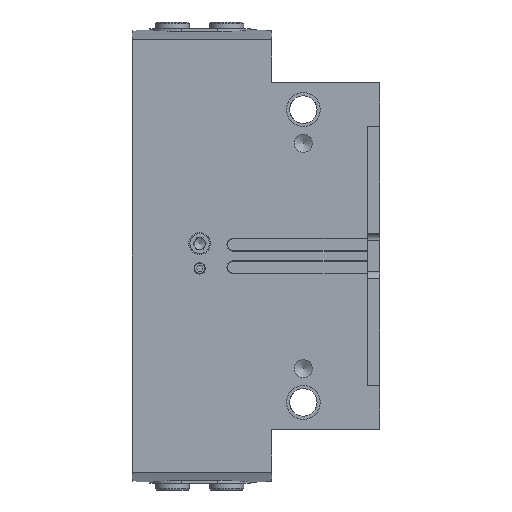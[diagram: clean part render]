
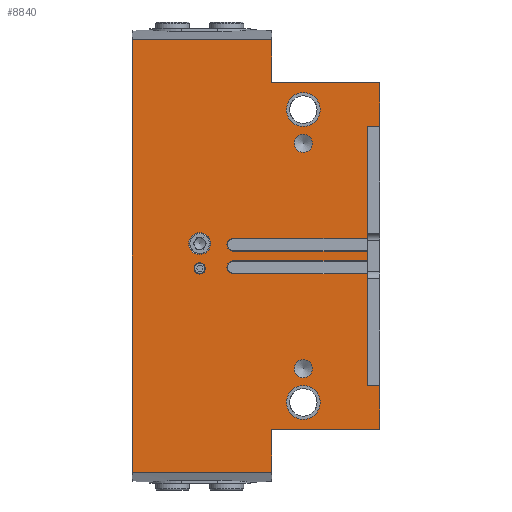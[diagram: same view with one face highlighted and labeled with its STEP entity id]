
A CAD part, left-side view. The second image highlights one B-rep face of the part: STEP entity #8840.
In plain terms, the highlighted planar face has unit normal (-1, 0, 0).
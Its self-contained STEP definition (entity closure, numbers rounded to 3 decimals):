
#329=CIRCLE('',#9336,2.5);
#330=CIRCLE('',#9337,4.865);
#331=CIRCLE('',#9338,4.);
#332=CIRCLE('',#9339,4.);
#333=CIRCLE('',#9340,7.5);
#334=CIRCLE('',#9341,7.5);
#335=CIRCLE('',#9342,2.9);
#336=CIRCLE('',#9343,2.9);
#724=ORIENTED_EDGE('',*,*,#2437,.F.);
#725=ORIENTED_EDGE('',*,*,#2438,.F.);
#726=ORIENTED_EDGE('',*,*,#2439,.F.);
#727=ORIENTED_EDGE('',*,*,#2440,.F.);
#728=ORIENTED_EDGE('',*,*,#2441,.F.);
#729=ORIENTED_EDGE('',*,*,#2442,.F.);
#730=ORIENTED_EDGE('',*,*,#2412,.T.);
#731=ORIENTED_EDGE('',*,*,#2443,.T.);
#732=ORIENTED_EDGE('',*,*,#2444,.T.);
#733=ORIENTED_EDGE('',*,*,#2445,.F.);
#734=ORIENTED_EDGE('',*,*,#2446,.T.);
#735=ORIENTED_EDGE('',*,*,#2447,.T.);
#736=ORIENTED_EDGE('',*,*,#2448,.T.);
#737=ORIENTED_EDGE('',*,*,#2449,.F.);
#738=ORIENTED_EDGE('',*,*,#2450,.T.);
#739=ORIENTED_EDGE('',*,*,#2451,.T.);
#740=ORIENTED_EDGE('',*,*,#2452,.T.);
#741=ORIENTED_EDGE('',*,*,#2453,.T.);
#742=ORIENTED_EDGE('',*,*,#2404,.T.);
#743=ORIENTED_EDGE('',*,*,#2454,.F.);
#744=ORIENTED_EDGE('',*,*,#2455,.T.);
#745=ORIENTED_EDGE('',*,*,#2298,.F.);
#746=ORIENTED_EDGE('',*,*,#2456,.F.);
#747=ORIENTED_EDGE('',*,*,#2308,.T.);
#748=ORIENTED_EDGE('',*,*,#2457,.T.);
#749=ORIENTED_EDGE('',*,*,#2458,.T.);
#2298=EDGE_CURVE('',#3159,#3156,#3772,.T.);
#2308=EDGE_CURVE('',#3170,#3169,#3775,.T.);
#2404=EDGE_CURVE('',#3264,#3265,#3833,.T.);
#2412=EDGE_CURVE('',#3273,#3271,#3838,.T.);
#2437=EDGE_CURVE('',#3293,#3293,#329,.F.);
#2438=EDGE_CURVE('',#3294,#3294,#330,.T.);
#2439=EDGE_CURVE('',#3295,#3295,#331,.T.);
#2440=EDGE_CURVE('',#3296,#3296,#332,.T.);
#2441=EDGE_CURVE('',#3297,#3297,#333,.T.);
#2442=EDGE_CURVE('',#3298,#3298,#334,.T.);
#2443=EDGE_CURVE('',#3271,#3299,#3855,.T.);
#2444=EDGE_CURVE('',#3299,#3300,#3856,.T.);
#2445=EDGE_CURVE('',#3301,#3300,#3857,.T.);
#2446=EDGE_CURVE('',#3301,#3302,#335,.T.);
#2447=EDGE_CURVE('',#3302,#3303,#3858,.T.);
#2448=EDGE_CURVE('',#3303,#3304,#3859,.T.);
#2449=EDGE_CURVE('',#3305,#3304,#3860,.T.);
#2450=EDGE_CURVE('',#3305,#3306,#336,.T.);
#2451=EDGE_CURVE('',#3306,#3307,#3861,.T.);
#2452=EDGE_CURVE('',#3307,#3308,#3862,.T.);
#2453=EDGE_CURVE('',#3308,#3264,#3863,.T.);
#2454=EDGE_CURVE('',#3309,#3265,#3864,.T.);
#2455=EDGE_CURVE('',#3309,#3156,#3865,.T.);
#2456=EDGE_CURVE('',#3170,#3159,#3866,.T.);
#2457=EDGE_CURVE('',#3169,#3310,#3867,.T.);
#2458=EDGE_CURVE('',#3310,#3273,#3868,.T.);
#3156=VERTEX_POINT('',#11994);
#3159=VERTEX_POINT('',#11999);
#3169=VERTEX_POINT('',#12052);
#3170=VERTEX_POINT('',#12054);
#3264=VERTEX_POINT('',#12440);
#3265=VERTEX_POINT('',#12441);
#3271=VERTEX_POINT('',#12455);
#3273=VERTEX_POINT('',#12458);
#3293=VERTEX_POINT('',#12505);
#3294=VERTEX_POINT('',#12507);
#3295=VERTEX_POINT('',#12509);
#3296=VERTEX_POINT('',#12511);
#3297=VERTEX_POINT('',#12513);
#3298=VERTEX_POINT('',#12515);
#3299=VERTEX_POINT('',#12517);
#3300=VERTEX_POINT('',#12519);
#3301=VERTEX_POINT('',#12521);
#3302=VERTEX_POINT('',#12523);
#3303=VERTEX_POINT('',#12525);
#3304=VERTEX_POINT('',#12527);
#3305=VERTEX_POINT('',#12529);
#3306=VERTEX_POINT('',#12531);
#3307=VERTEX_POINT('',#12533);
#3308=VERTEX_POINT('',#12535);
#3309=VERTEX_POINT('',#12538);
#3310=VERTEX_POINT('',#12542);
#3772=LINE('',#12000,#4332);
#3775=LINE('',#12053,#4335);
#3833=LINE('',#12439,#4393);
#3838=LINE('',#12457,#4398);
#3855=LINE('',#12516,#4415);
#3856=LINE('',#12518,#4416);
#3857=LINE('',#12520,#4417);
#3858=LINE('',#12524,#4418);
#3859=LINE('',#12526,#4419);
#3860=LINE('',#12528,#4420);
#3861=LINE('',#12532,#4421);
#3862=LINE('',#12534,#4422);
#3863=LINE('',#12536,#4423);
#3864=LINE('',#12537,#4424);
#3865=LINE('',#12539,#4425);
#3866=LINE('',#12540,#4426);
#3867=LINE('',#12541,#4427);
#3868=LINE('',#12543,#4428);
#4332=VECTOR('',#10003,1000.);
#4335=VECTOR('',#10014,1000.);
#4393=VECTOR('',#10164,1000.);
#4398=VECTOR('',#10177,1000.);
#4415=VECTOR('',#10226,1000.);
#4416=VECTOR('',#10227,1000.);
#4417=VECTOR('',#10228,1000.);
#4418=VECTOR('',#10231,1000.);
#4419=VECTOR('',#10232,1000.);
#4420=VECTOR('',#10233,1000.);
#4421=VECTOR('',#10236,1000.);
#4422=VECTOR('',#10237,1000.);
#4423=VECTOR('',#10238,1000.);
#4424=VECTOR('',#10239,1000.);
#4425=VECTOR('',#10240,1000.);
#4426=VECTOR('',#10241,1000.);
#4427=VECTOR('',#10242,1000.);
#4428=VECTOR('',#10243,1000.);
#4947=EDGE_LOOP('',(#724));
#4948=EDGE_LOOP('',(#725));
#4949=EDGE_LOOP('',(#726));
#4950=EDGE_LOOP('',(#727));
#4951=EDGE_LOOP('',(#728));
#4952=EDGE_LOOP('',(#729));
#4953=EDGE_LOOP('',(#730,#731,#732,#733,#734,#735,#736,#737,#738,#739,#740,
#741,#742,#743,#744,#745,#746,#747,#748,#749));
#5553=FACE_BOUND('',#4947,.T.);
#5554=FACE_BOUND('',#4948,.T.);
#5555=FACE_BOUND('',#4949,.T.);
#5556=FACE_BOUND('',#4950,.T.);
#5557=FACE_BOUND('',#4951,.T.);
#5558=FACE_BOUND('',#4952,.T.);
#5559=FACE_BOUND('',#4953,.T.);
#6121=PLANE('',#9335);
#8840=ADVANCED_FACE('',(#5553,#5554,#5555,#5556,#5557,#5558,#5559),#6121,
 .F.);
#9335=AXIS2_PLACEMENT_3D('',#12503,#10212,#10213);
#9336=AXIS2_PLACEMENT_3D('',#12504,#10214,#10215);
#9337=AXIS2_PLACEMENT_3D('',#12506,#10216,#10217);
#9338=AXIS2_PLACEMENT_3D('',#12508,#10218,#10219);
#9339=AXIS2_PLACEMENT_3D('',#12510,#10220,#10221);
#9340=AXIS2_PLACEMENT_3D('',#12512,#10222,#10223);
#9341=AXIS2_PLACEMENT_3D('',#12514,#10224,#10225);
#9342=AXIS2_PLACEMENT_3D('',#12522,#10229,#10230);
#9343=AXIS2_PLACEMENT_3D('',#12530,#10234,#10235);
#10003=DIRECTION('',(0.,-1.,0.));
#10014=DIRECTION('',(0.,-1.,0.));
#10164=DIRECTION('',(0.,0.,1.));
#10177=DIRECTION('',(0.,0.,1.));
#10212=DIRECTION('',(1.,0.,0.));
#10213=DIRECTION('',(0.,0.,-1.));
#10214=DIRECTION('',(1.,0.,0.));
#10215=DIRECTION('',(0.,0.,-1.));
#10216=DIRECTION('',(-1.,0.,0.));
#10217=DIRECTION('',(0.,0.,1.));
#10218=DIRECTION('',(-1.,0.,0.));
#10219=DIRECTION('',(0.,0.,1.));
#10220=DIRECTION('',(-1.,0.,0.));
#10221=DIRECTION('',(0.,0.,1.));
#10222=DIRECTION('',(-1.,0.,0.));
#10223=DIRECTION('',(0.,0.,1.));
#10224=DIRECTION('',(-1.,0.,0.));
#10225=DIRECTION('',(0.,0.,1.));
#10226=DIRECTION('',(0.,1.,0.));
#10227=DIRECTION('',(0.,0.,1.));
#10228=DIRECTION('',(0.,-1.,0.));
#10229=DIRECTION('',(1.,0.,0.));
#10230=DIRECTION('',(0.,0.,-1.));
#10231=DIRECTION('',(0.,-1.,0.));
#10232=DIRECTION('',(0.,0.,1.));
#10233=DIRECTION('',(0.,-1.,0.));
#10234=DIRECTION('',(1.,0.,0.));
#10235=DIRECTION('',(0.,0.,-1.));
#10236=DIRECTION('',(0.,-1.,0.));
#10237=DIRECTION('',(0.,0.,1.));
#10238=DIRECTION('',(0.,-1.,0.));
#10239=DIRECTION('',(0.,-1.,0.));
#10240=DIRECTION('',(0.,0.,1.));
#10241=DIRECTION('',(0.,0.,1.));
#10242=DIRECTION('',(0.,0.,1.));
#10243=DIRECTION('',(0.,-1.,0.));
#11994=CARTESIAN_POINT('',(-50.,48.,96.08));
#11999=CARTESIAN_POINT('',(-50.,110.,96.08));
#12000=CARTESIAN_POINT('',(-50.,110.,96.08));
#12052=CARTESIAN_POINT('',(-50.,48.,-96.08));
#12053=CARTESIAN_POINT('',(-50.,110.,-96.08));
#12054=CARTESIAN_POINT('',(-50.,110.,-96.08));
#12439=CARTESIAN_POINT('',(-50.,0.,-96.08));
#12440=CARTESIAN_POINT('',(-50.,0.,57.5));
#12441=CARTESIAN_POINT('',(-50.,0.,77.));
#12455=CARTESIAN_POINT('',(-50.,0.,-57.5));
#12457=CARTESIAN_POINT('',(-50.,0.,-96.08));
#12458=CARTESIAN_POINT('',(-50.,0.,-77.));
#12503=CARTESIAN_POINT('',(-50.,110.,-96.08));
#12504=CARTESIAN_POINT('',(-50.,80.,-5.5));
#12505=CARTESIAN_POINT('',(-50.,80.,-8.));
#12506=CARTESIAN_POINT('',(-50.,80.,5.5));
#12507=CARTESIAN_POINT('',(-50.,80.,10.365));
#12508=CARTESIAN_POINT('',(-50.,34.,50.));
#12509=CARTESIAN_POINT('',(-50.,34.,54.));
#12510=CARTESIAN_POINT('',(-50.,34.,-50.));
#12511=CARTESIAN_POINT('',(-50.,34.,-46.));
#12512=CARTESIAN_POINT('',(-50.,34.,65.));
#12513=CARTESIAN_POINT('',(-50.,34.,72.5));
#12514=CARTESIAN_POINT('',(-50.,34.,-65.));
#12515=CARTESIAN_POINT('',(-50.,34.,-57.5));
#12516=CARTESIAN_POINT('',(-50.,110.,-57.5));
#12517=CARTESIAN_POINT('',(-50.,5.6,-57.5));
#12518=CARTESIAN_POINT('',(-50.,5.6,-96.08));
#12519=CARTESIAN_POINT('',(-50.,5.6,-7.9));
#12520=CARTESIAN_POINT('',(-50.,65.,-7.9));
#12521=CARTESIAN_POINT('',(-50.,65.,-7.9));
#12522=CARTESIAN_POINT('',(-50.,65.,-5.));
#12523=CARTESIAN_POINT('',(-50.,65.,-2.1));
#12524=CARTESIAN_POINT('',(-50.,65.,-2.1));
#12525=CARTESIAN_POINT('',(-50.,5.6,-2.1));
#12526=CARTESIAN_POINT('',(-50.,5.6,-96.08));
#12527=CARTESIAN_POINT('',(-50.,5.6,2.1));
#12528=CARTESIAN_POINT('',(-50.,65.,2.1));
#12529=CARTESIAN_POINT('',(-50.,65.,2.1));
#12530=CARTESIAN_POINT('',(-50.,65.,5.));
#12531=CARTESIAN_POINT('',(-50.,65.,7.9));
#12532=CARTESIAN_POINT('',(-50.,65.,7.9));
#12533=CARTESIAN_POINT('',(-50.,5.6,7.9));
#12534=CARTESIAN_POINT('',(-50.,5.6,-96.08));
#12535=CARTESIAN_POINT('',(-50.,5.6,57.5));
#12536=CARTESIAN_POINT('',(-50.,110.,57.5));
#12537=CARTESIAN_POINT('',(-50.,48.,77.));
#12538=CARTESIAN_POINT('',(-50.,48.,77.));
#12539=CARTESIAN_POINT('',(-50.,48.,-96.08));
#12540=CARTESIAN_POINT('',(-50.,110.,-96.08));
#12541=CARTESIAN_POINT('',(-50.,48.,-96.08));
#12542=CARTESIAN_POINT('',(-50.,48.,-77.));
#12543=CARTESIAN_POINT('',(-50.,48.,-77.));
